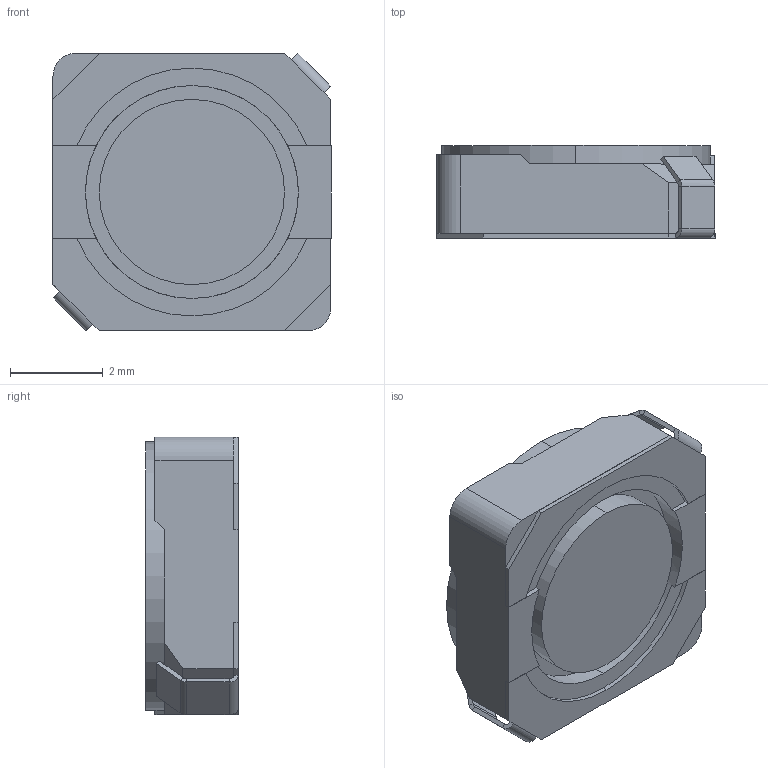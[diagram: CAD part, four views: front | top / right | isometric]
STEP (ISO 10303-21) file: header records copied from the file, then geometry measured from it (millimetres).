
FILE_DESCRIPTION (( 'STEP AP214' ), '1' );
FILE_NAME ('User Library-CDRH5D18.STEP', '2025-09-29T05:35:46', ( '' ), ( '' ), 'SwSTEP 2.0', 'SolidWorks 2022', '' );
FILE_SCHEMA (( 'AUTOMOTIVE_DESIGN' ));
Length unit declared in the file: millimetre
Products named in the file (3): CDRH5D18-Body_По умолчанию; User Library-CDRH5D18; CDRH5D18-Contact_По умолчанию
Assembly tree (3 placements, depth 2):
  User Library-CDRH5D18
    CDRH5D18-Body_По умолчанию
    CDRH5D18-Contact_По умолчанию  x2
Bounding box: 6 x 2 x 6 mm (x, y, z)
Volume: 64.7 mm3; surface area: 157.3 mm2
Topology: 3 solids, 3 shells, 96 faces, 230 edges, 142 vertices
Faces by surface type: plane 74, cylinder 22
Entity records: 2069 total; most frequent: CARTESIAN_POINT 354, DIRECTION 343, ORIENTED_EDGE 330, EDGE_CURVE 165, VECTOR 125, LINE 125, AXIS2_PLACEMENT_3D 109, VERTEX_POINT 104
